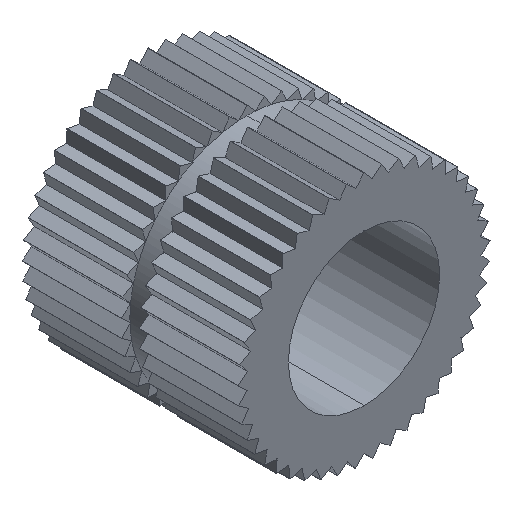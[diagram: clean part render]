
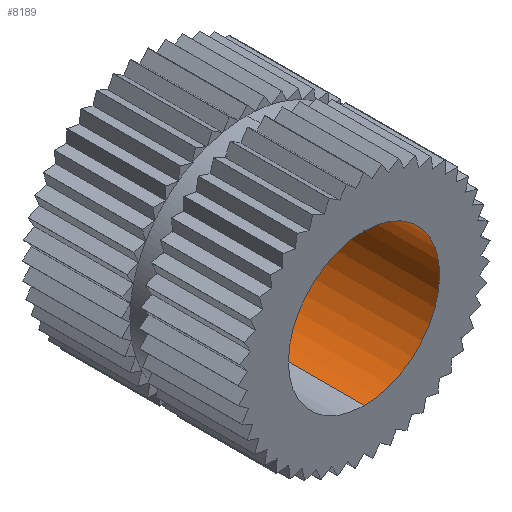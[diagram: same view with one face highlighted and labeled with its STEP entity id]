
A CAD part, isometric view. The second image highlights one B-rep face of the part: STEP entity #8189.
In plain terms, the highlighted cylindrical face has radius 2.1 mm (diameter 4.2 mm), a partial arc.
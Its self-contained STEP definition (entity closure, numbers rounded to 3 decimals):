
#171 = FACE_OUTER_BOUND ( 'NONE', #6054, .T. ) ;
#302 = EDGE_CURVE ( 'NONE', #2125, #10174, #5690, .T. ) ;
#463 = VECTOR ( 'NONE', #8258, 1000. ) ;
#1095 = AXIS2_PLACEMENT_3D ( 'NONE', #5627, #5683, #8892 ) ;
#1648 = AXIS2_PLACEMENT_3D ( 'NONE', #5394, #3699, #8048 ) ;
#2048 = CARTESIAN_POINT ( 'NONE',  ( 0., 6., -2.1 ) ) ;
#2087 = DIRECTION ( 'NONE',  ( 0., 1., 0. ) ) ;
#2125 = VERTEX_POINT ( 'NONE', #10106 ) ;
#2218 = CARTESIAN_POINT ( 'NONE',  ( 0., 6., -2.1 ) ) ;
#2512 = VERTEX_POINT ( 'NONE', #4285 ) ;
#3361 = CIRCLE ( 'NONE', #1095, 2.1 ) ;
#3699 = DIRECTION ( 'NONE',  ( 0., 1., 0. ) ) ;
#3958 = EDGE_CURVE ( 'NONE', #2512, #2125, #10058, .T. ) ;
#4285 = CARTESIAN_POINT ( 'NONE',  ( 0., 0., 2.1 ) ) ;
#4924 = VECTOR ( 'NONE', #9004, 1000. ) ;
#5312 = VERTEX_POINT ( 'NONE', #9144 ) ;
#5394 = CARTESIAN_POINT ( 'NONE',  ( 0., 6., 0. ) ) ;
#5627 = CARTESIAN_POINT ( 'NONE',  ( 0., 6., 0. ) ) ;
#5683 = DIRECTION ( 'NONE',  ( 0., 1., 0. ) ) ;
#5690 = LINE ( 'NONE', #2218, #4924 ) ;
#6054 = EDGE_LOOP ( 'NONE', ( #9584, #6811, #7596, #6753 ) ) ;
#6698 = EDGE_CURVE ( 'NONE', #2512, #5312, #9894, .T. ) ;
#6753 = ORIENTED_EDGE ( 'NONE', *, *, #10334, .T. ) ;
#6811 = ORIENTED_EDGE ( 'NONE', *, *, #3958, .F. ) ;
#7112 = AXIS2_PLACEMENT_3D ( 'NONE', #10343, #2087, #9695 ) ;
#7596 = ORIENTED_EDGE ( 'NONE', *, *, #6698, .T. ) ;
#8048 = DIRECTION ( 'NONE',  ( 0., 0., 1. ) ) ;
#8189 = ADVANCED_FACE ( 'NONE', ( #171 ), #10224, .F. ) ;
#8258 = DIRECTION ( 'NONE',  ( 0., 1., 0. ) ) ;
#8319 = CARTESIAN_POINT ( 'NONE',  ( 0., 6., 2.1 ) ) ;
#8892 = DIRECTION ( 'NONE',  ( 0., 0., 1. ) ) ;
#9004 = DIRECTION ( 'NONE',  ( 0., 1., 0. ) ) ;
#9144 = CARTESIAN_POINT ( 'NONE',  ( 0., 6., 2.1 ) ) ;
#9584 = ORIENTED_EDGE ( 'NONE', *, *, #302, .F. ) ;
#9695 = DIRECTION ( 'NONE',  ( 0., 0., 1. ) ) ;
#9894 = LINE ( 'NONE', #8319, #463 ) ;
#10058 = CIRCLE ( 'NONE', #7112, 2.1 ) ;
#10106 = CARTESIAN_POINT ( 'NONE',  ( 0., 0., -2.1 ) ) ;
#10174 = VERTEX_POINT ( 'NONE', #2048 ) ;
#10224 = CYLINDRICAL_SURFACE ( 'NONE', #1648, 2.1 ) ;
#10334 = EDGE_CURVE ( 'NONE', #5312, #10174, #3361, .T. ) ;
#10343 = CARTESIAN_POINT ( 'NONE',  ( 0., 0., 0. ) ) ;
